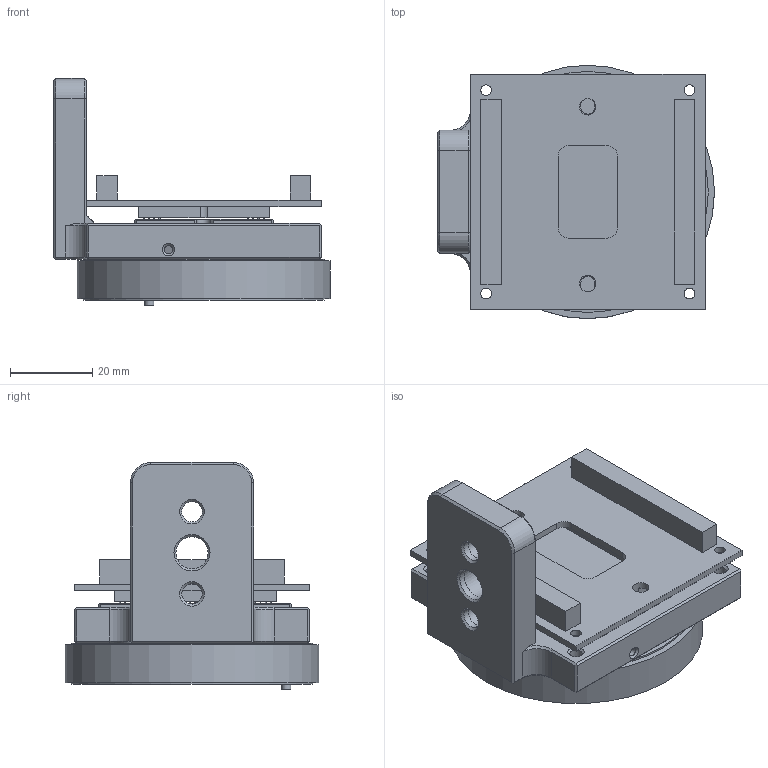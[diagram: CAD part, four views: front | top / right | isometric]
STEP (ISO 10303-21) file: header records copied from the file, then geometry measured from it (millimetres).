
FILE_DESCRIPTION( ( 'Unknown' ), '1' );
FILE_NAME( 'CMV12000_E-Mount.stp', 'Unknown', ( 'Manfred Gruber' ), ( 'Apertus' ), 'PSStep 17.0.49', 'Unknown', ' ' );
FILE_SCHEMA( ( 'AUTOMOTIVE_DESIGN { 1 0 10303 214 1 1 1 1 }' ) );
Length unit declared in the file: millimetre
Products named in the file (5): Assem1; Beta_sensor_board_CMV1200; CMV12000v1; E-mount_tube_10mm; Sensormount_CMV12000_L
Assembly tree (4 placements, depth 2):
  Assem1
    Beta_sensor_board_CMV1200
    CMV12000v1
    E-mount_tube_10mm
    Sensormount_CMV12000_L
Bounding box: 67.42 x 61.7 x 55.3 mm (x, y, z)
Volume: 55807.4 mm3; surface area: 33231.3 mm2
Topology: 4 solids, 4 shells, 806 faces, 1588 edges, 1040 vertices
Faces by surface type: plane 465, cylinder 315, cone 25, bspline 1
Full cylindrical faces by diameter (mm): 0.3 x229, 0.8 x1, 1 x1, 2 x5, 2.3 x1, 2.6 x4, 3 x5, 4 x2, 4.976 x4, 7.805 x2, 43.6 x1, 46.7 x1, 47 x2, 58.7 x2, 61.7 x1
Entity records: 26084 total; most frequent: DIRECTION 3582, CARTESIAN_POINT 3295, ORIENTED_EDGE 2596, AXIS2_PLACEMENT_3D 1485, EDGE_LOOP 1372, EDGE_CURVE 1298, FACE_OUTER_BOUND 1067, VERTEX_POINT 1028
